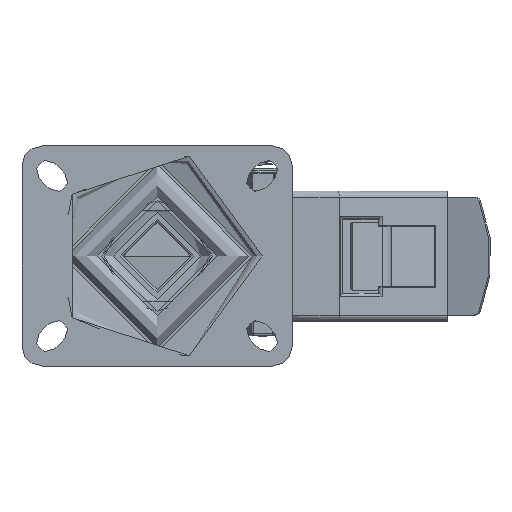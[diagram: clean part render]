
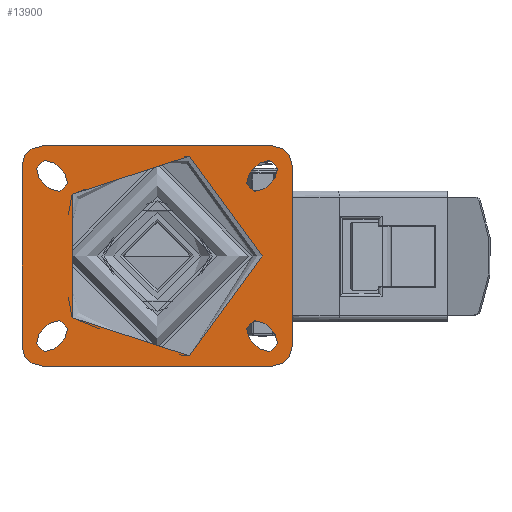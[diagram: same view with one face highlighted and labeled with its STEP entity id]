
A CAD part, top view. The second image highlights one B-rep face of the part: STEP entity #13900.
In plain terms, the highlighted planar face has unit normal (0, 0, 1).
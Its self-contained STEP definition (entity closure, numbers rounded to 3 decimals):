
#627=FACE_BOUND('',#2593,.T.);
#628=FACE_BOUND('',#2594,.T.);
#629=FACE_BOUND('',#2595,.T.);
#630=FACE_BOUND('',#2596,.T.);
#631=FACE_BOUND('',#2597,.T.);
#728=PLANE('',#14999);
#1752=FACE_OUTER_BOUND('',#2592,.T.);
#2592=EDGE_LOOP('',(#9683,#9684,#9685,#9686,#9687,#9688,#9689,#9690));
#2593=EDGE_LOOP('',(#9691));
#2594=EDGE_LOOP('',(#9692,#9693,#9694,#9695));
#2595=EDGE_LOOP('',(#9696,#9697,#9698,#9699));
#2596=EDGE_LOOP('',(#9700,#9701,#9702,#9703));
#2597=EDGE_LOOP('',(#9704,#9705,#9706,#9707));
#3482=LINE('',#23007,#4345);
#3483=LINE('',#23008,#4346);
#3484=LINE('',#23009,#4347);
#3485=LINE('',#23010,#4348);
#3486=LINE('',#23011,#4349);
#3487=LINE('',#23012,#4350);
#3488=LINE('',#23013,#4351);
#3489=LINE('',#23014,#4352);
#3490=LINE('',#23015,#4353);
#3491=LINE('',#23016,#4354);
#3492=LINE('',#23017,#4355);
#3493=LINE('',#23018,#4356);
#4345=VECTOR('',#16697,1000.);
#4346=VECTOR('',#16698,1000.);
#4347=VECTOR('',#16699,1000.);
#4348=VECTOR('',#16700,1000.);
#4349=VECTOR('',#16701,1000.);
#4350=VECTOR('',#16702,1000.);
#4351=VECTOR('',#16703,1000.);
#4352=VECTOR('',#16704,1000.);
#4353=VECTOR('',#16705,1000.);
#4354=VECTOR('',#16706,1000.);
#4355=VECTOR('',#16707,1000.);
#4356=VECTOR('',#16708,1000.);
#5134=CIRCLE('',#14843,5.5);
#5137=CIRCLE('',#14847,5.5);
#5138=CIRCLE('',#14849,5.5);
#5141=CIRCLE('',#14853,5.5);
#5142=CIRCLE('',#14855,5.5);
#5145=CIRCLE('',#14859,5.5);
#5146=CIRCLE('',#14861,5.5);
#5149=CIRCLE('',#14865,5.5);
#5150=CIRCLE('',#14867,10.);
#5152=CIRCLE('',#14870,10.);
#5154=CIRCLE('',#14873,10.);
#5156=CIRCLE('',#14876,10.);
#5163=CIRCLE('',#14885,52.494);
#5811=VERTEX_POINT('',#20089);
#5812=VERTEX_POINT('',#20090);
#5817=VERTEX_POINT('',#20101);
#5818=VERTEX_POINT('',#20103);
#5819=VERTEX_POINT('',#20107);
#5820=VERTEX_POINT('',#20108);
#5825=VERTEX_POINT('',#20119);
#5826=VERTEX_POINT('',#20121);
#5827=VERTEX_POINT('',#20125);
#5828=VERTEX_POINT('',#20126);
#5833=VERTEX_POINT('',#20137);
#5834=VERTEX_POINT('',#20139);
#5835=VERTEX_POINT('',#20143);
#5836=VERTEX_POINT('',#20144);
#5841=VERTEX_POINT('',#20155);
#5842=VERTEX_POINT('',#20157);
#5843=VERTEX_POINT('',#20161);
#5844=VERTEX_POINT('',#20162);
#5847=VERTEX_POINT('',#20170);
#5848=VERTEX_POINT('',#20171);
#5851=VERTEX_POINT('',#20179);
#5852=VERTEX_POINT('',#20180);
#5855=VERTEX_POINT('',#20188);
#5856=VERTEX_POINT('',#20189);
#5862=VERTEX_POINT('',#20205);
#7184=EDGE_CURVE('',#5811,#5812,#5134,.T.);
#7190=EDGE_CURVE('',#5818,#5817,#5137,.T.);
#7192=EDGE_CURVE('',#5819,#5820,#5138,.T.);
#7198=EDGE_CURVE('',#5826,#5825,#5141,.T.);
#7200=EDGE_CURVE('',#5827,#5828,#5142,.T.);
#7206=EDGE_CURVE('',#5834,#5833,#5145,.T.);
#7208=EDGE_CURVE('',#5835,#5836,#5146,.T.);
#7214=EDGE_CURVE('',#5842,#5841,#5149,.T.);
#7216=EDGE_CURVE('',#5843,#5844,#5150,.T.);
#7220=EDGE_CURVE('',#5847,#5848,#5152,.T.);
#7224=EDGE_CURVE('',#5851,#5852,#5154,.T.);
#7228=EDGE_CURVE('',#5855,#5856,#5156,.T.);
#7237=EDGE_CURVE('',#5862,#5862,#5163,.T.);
#7383=EDGE_CURVE('',#5848,#5851,#3482,.T.);
#7384=EDGE_CURVE('',#5844,#5847,#3483,.T.);
#7385=EDGE_CURVE('',#5856,#5843,#3484,.T.);
#7386=EDGE_CURVE('',#5852,#5855,#3485,.T.);
#7387=EDGE_CURVE('',#5817,#5811,#3486,.T.);
#7388=EDGE_CURVE('',#5812,#5818,#3487,.T.);
#7389=EDGE_CURVE('',#5825,#5819,#3488,.T.);
#7390=EDGE_CURVE('',#5820,#5826,#3489,.T.);
#7391=EDGE_CURVE('',#5833,#5827,#3490,.T.);
#7392=EDGE_CURVE('',#5828,#5834,#3491,.T.);
#7393=EDGE_CURVE('',#5841,#5835,#3492,.T.);
#7394=EDGE_CURVE('',#5836,#5842,#3493,.T.);
#9683=ORIENTED_EDGE('',*,*,#7224,.F.);
#9684=ORIENTED_EDGE('',*,*,#7383,.F.);
#9685=ORIENTED_EDGE('',*,*,#7220,.F.);
#9686=ORIENTED_EDGE('',*,*,#7384,.F.);
#9687=ORIENTED_EDGE('',*,*,#7216,.F.);
#9688=ORIENTED_EDGE('',*,*,#7385,.F.);
#9689=ORIENTED_EDGE('',*,*,#7228,.F.);
#9690=ORIENTED_EDGE('',*,*,#7386,.F.);
#9691=ORIENTED_EDGE('',*,*,#7237,.F.);
#9692=ORIENTED_EDGE('',*,*,#7387,.T.);
#9693=ORIENTED_EDGE('',*,*,#7184,.T.);
#9694=ORIENTED_EDGE('',*,*,#7388,.T.);
#9695=ORIENTED_EDGE('',*,*,#7190,.T.);
#9696=ORIENTED_EDGE('',*,*,#7389,.T.);
#9697=ORIENTED_EDGE('',*,*,#7192,.T.);
#9698=ORIENTED_EDGE('',*,*,#7390,.T.);
#9699=ORIENTED_EDGE('',*,*,#7198,.T.);
#9700=ORIENTED_EDGE('',*,*,#7391,.T.);
#9701=ORIENTED_EDGE('',*,*,#7200,.T.);
#9702=ORIENTED_EDGE('',*,*,#7392,.T.);
#9703=ORIENTED_EDGE('',*,*,#7206,.T.);
#9704=ORIENTED_EDGE('',*,*,#7393,.T.);
#9705=ORIENTED_EDGE('',*,*,#7208,.T.);
#9706=ORIENTED_EDGE('',*,*,#7394,.T.);
#9707=ORIENTED_EDGE('',*,*,#7214,.T.);
#13900=ADVANCED_FACE('',(#1752,#627,#628,#629,#630,#631),#728,.T.);
#14843=AXIS2_PLACEMENT_3D('',#20091,#16309,#16310);
#14847=AXIS2_PLACEMENT_3D('',#20104,#16320,#16321);
#14849=AXIS2_PLACEMENT_3D('',#20109,#16325,#16326);
#14853=AXIS2_PLACEMENT_3D('',#20122,#16336,#16337);
#14855=AXIS2_PLACEMENT_3D('',#20127,#16341,#16342);
#14859=AXIS2_PLACEMENT_3D('',#20140,#16352,#16353);
#14861=AXIS2_PLACEMENT_3D('',#20145,#16357,#16358);
#14865=AXIS2_PLACEMENT_3D('',#20158,#16368,#16369);
#14867=AXIS2_PLACEMENT_3D('',#20163,#16373,#16374);
#14870=AXIS2_PLACEMENT_3D('',#20172,#16381,#16382);
#14873=AXIS2_PLACEMENT_3D('',#20181,#16389,#16390);
#14876=AXIS2_PLACEMENT_3D('',#20190,#16397,#16398);
#14885=AXIS2_PLACEMENT_3D('',#20207,#16417,#16418);
#14999=AXIS2_PLACEMENT_3D('',#23006,#16695,#16696);
#16309=DIRECTION('center_axis',(0.,0.,-1.));
#16310=DIRECTION('ref_axis',(1.,0.,0.));
#16320=DIRECTION('center_axis',(0.,0.,-1.));
#16321=DIRECTION('ref_axis',(1.,0.,0.));
#16325=DIRECTION('center_axis',(0.,0.,-1.));
#16326=DIRECTION('ref_axis',(1.,0.,0.));
#16336=DIRECTION('center_axis',(0.,0.,-1.));
#16337=DIRECTION('ref_axis',(1.,0.,0.));
#16341=DIRECTION('center_axis',(0.,0.,-1.));
#16342=DIRECTION('ref_axis',(-1.,0.,0.));
#16352=DIRECTION('center_axis',(0.,0.,-1.));
#16353=DIRECTION('ref_axis',(-1.,0.,0.));
#16357=DIRECTION('center_axis',(0.,0.,-1.));
#16358=DIRECTION('ref_axis',(-1.,0.,0.));
#16368=DIRECTION('center_axis',(0.,0.,-1.));
#16369=DIRECTION('ref_axis',(-1.,0.,0.));
#16373=DIRECTION('center_axis',(0.,0.,-1.));
#16374=DIRECTION('ref_axis',(0.707,0.707,0.));
#16381=DIRECTION('center_axis',(0.,0.,-1.));
#16382=DIRECTION('ref_axis',(0.707,-0.707,0.));
#16389=DIRECTION('center_axis',(0.,0.,-1.));
#16390=DIRECTION('ref_axis',(-0.707,-0.707,0.));
#16397=DIRECTION('center_axis',(0.,0.,-1.));
#16398=DIRECTION('ref_axis',(-0.707,0.707,0.));
#16417=DIRECTION('center_axis',(0.,0.,1.));
#16418=DIRECTION('ref_axis',(-1.,0.,0.));
#16695=DIRECTION('center_axis',(0.,0.,1.));
#16696=DIRECTION('ref_axis',(1.,0.,0.));
#16697=DIRECTION('',(-1.,0.,0.));
#16698=DIRECTION('',(0.,-1.,0.));
#16699=DIRECTION('',(1.,0.,0.));
#16700=DIRECTION('',(0.,1.,0.));
#16701=DIRECTION('',(0.707,-0.707,0.));
#16702=DIRECTION('',(-0.707,0.707,0.));
#16703=DIRECTION('',(0.707,0.707,0.));
#16704=DIRECTION('',(-0.707,-0.707,0.));
#16705=DIRECTION('',(-0.707,-0.707,0.));
#16706=DIRECTION('',(0.707,0.707,0.));
#16707=DIRECTION('',(-0.707,0.707,0.));
#16708=DIRECTION('',(0.707,-0.707,0.));
#20089=CARTESIAN_POINT('',(-46.136,41.414,0.));
#20090=CARTESIAN_POINT('',(-53.914,33.636,0.));
#20091=CARTESIAN_POINT('Origin',(-50.025,37.525,0.));
#20101=CARTESIAN_POINT('',(-51.086,46.364,0.));
#20103=CARTESIAN_POINT('',(-58.864,38.586,0.));
#20104=CARTESIAN_POINT('Origin',(-54.975,42.475,0.));
#20107=CARTESIAN_POINT('',(-53.914,-33.636,0.));
#20108=CARTESIAN_POINT('',(-46.136,-41.414,0.));
#20109=CARTESIAN_POINT('Origin',(-50.025,-37.525,0.));
#20119=CARTESIAN_POINT('',(-58.864,-38.586,0.));
#20121=CARTESIAN_POINT('',(-51.086,-46.364,0.));
#20122=CARTESIAN_POINT('Origin',(-54.975,-42.475,0.));
#20125=CARTESIAN_POINT('',(53.914,33.636,0.));
#20126=CARTESIAN_POINT('',(46.136,41.414,0.));
#20127=CARTESIAN_POINT('Origin',(50.025,37.525,0.));
#20137=CARTESIAN_POINT('',(58.864,38.586,0.));
#20139=CARTESIAN_POINT('',(51.086,46.364,0.));
#20140=CARTESIAN_POINT('Origin',(54.975,42.475,0.));
#20143=CARTESIAN_POINT('',(46.136,-41.414,0.));
#20144=CARTESIAN_POINT('',(53.914,-33.636,0.));
#20145=CARTESIAN_POINT('Origin',(50.025,-37.525,0.));
#20155=CARTESIAN_POINT('',(51.086,-46.364,0.));
#20157=CARTESIAN_POINT('',(58.864,-38.586,0.));
#20158=CARTESIAN_POINT('Origin',(54.975,-42.475,0.));
#20161=CARTESIAN_POINT('',(57.5,55.,0.));
#20162=CARTESIAN_POINT('',(67.5,45.,0.));
#20163=CARTESIAN_POINT('Origin',(57.5,45.,0.));
#20170=CARTESIAN_POINT('',(67.5,-45.,0.));
#20171=CARTESIAN_POINT('',(57.5,-55.,0.));
#20172=CARTESIAN_POINT('Origin',(57.5,-45.,0.));
#20179=CARTESIAN_POINT('',(-57.5,-55.,0.));
#20180=CARTESIAN_POINT('',(-67.5,-45.,0.));
#20181=CARTESIAN_POINT('Origin',(-57.5,-45.,0.));
#20188=CARTESIAN_POINT('',(-67.5,45.,0.));
#20189=CARTESIAN_POINT('',(-57.5,55.,0.));
#20190=CARTESIAN_POINT('Origin',(-57.5,45.,0.));
#20205=CARTESIAN_POINT('',(52.494,0.,0.));
#20207=CARTESIAN_POINT('Origin',(0.,0.,0.));
#23006=CARTESIAN_POINT('Origin',(0.,0.,0.));
#23007=CARTESIAN_POINT('',(67.5,-55.,0.));
#23008=CARTESIAN_POINT('',(67.5,55.,0.));
#23009=CARTESIAN_POINT('',(-67.5,55.,0.));
#23010=CARTESIAN_POINT('',(-67.5,-55.,0.));
#23011=CARTESIAN_POINT('',(-51.086,46.364,0.));
#23012=CARTESIAN_POINT('',(-58.864,38.586,0.));
#23013=CARTESIAN_POINT('',(-58.864,-38.586,0.));
#23014=CARTESIAN_POINT('',(-51.086,-46.364,0.));
#23015=CARTESIAN_POINT('',(58.864,38.586,0.));
#23016=CARTESIAN_POINT('',(51.086,46.364,0.));
#23017=CARTESIAN_POINT('',(51.086,-46.364,0.));
#23018=CARTESIAN_POINT('',(58.864,-38.586,0.));
